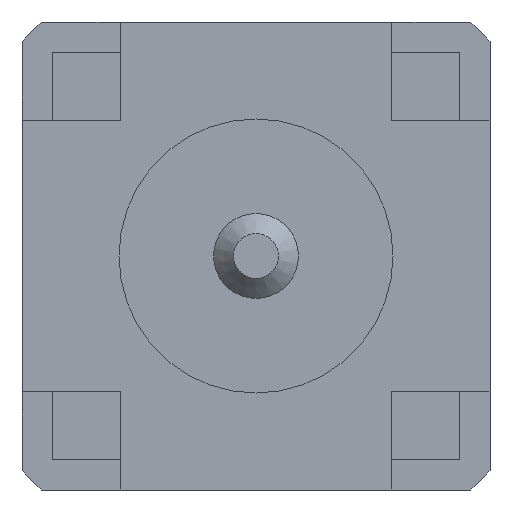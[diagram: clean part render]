
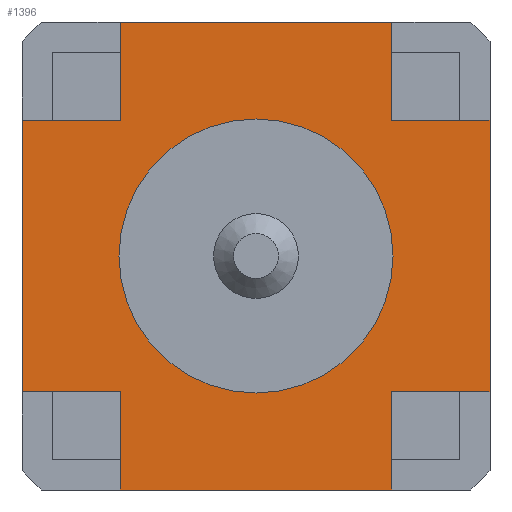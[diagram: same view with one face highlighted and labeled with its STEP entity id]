
A CAD part, front view. The second image highlights one B-rep face of the part: STEP entity #1396.
In plain terms, the highlighted planar face has unit normal (0, -1, 0).
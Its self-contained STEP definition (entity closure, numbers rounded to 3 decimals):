
#26=FACE_BOUND('',#253,.T.);
#39=PLANE('',#1520);
#107=CIRCLE('',#1521,2.05);
#167=FACE_OUTER_BOUND('',#252,.T.);
#252=EDGE_LOOP('',(#1087,#1088,#1089,#1090,#1091,#1092,#1093,#1094,#1095,
#1096,#1097,#1098));
#253=EDGE_LOOP('',(#1099));
#356=LINE('',#3229,#474);
#357=LINE('',#3231,#475);
#358=LINE('',#3233,#476);
#359=LINE('',#3235,#477);
#360=LINE('',#3237,#478);
#361=LINE('',#3239,#479);
#362=LINE('',#3241,#480);
#363=LINE('',#3243,#481);
#364=LINE('',#3245,#482);
#365=LINE('',#3247,#483);
#366=LINE('',#3249,#484);
#367=LINE('',#3250,#485);
#474=VECTOR('',#1750,1000.);
#475=VECTOR('',#1751,1000.);
#476=VECTOR('',#1752,1000.);
#477=VECTOR('',#1753,1000.);
#478=VECTOR('',#1754,1000.);
#479=VECTOR('',#1755,1000.);
#480=VECTOR('',#1756,1000.);
#481=VECTOR('',#1757,1000.);
#482=VECTOR('',#1758,1000.);
#483=VECTOR('',#1759,1000.);
#484=VECTOR('',#1760,1000.);
#485=VECTOR('',#1761,1000.);
#628=VERTEX_POINT('',#3227);
#629=VERTEX_POINT('',#3228);
#630=VERTEX_POINT('',#3230);
#631=VERTEX_POINT('',#3232);
#632=VERTEX_POINT('',#3234);
#633=VERTEX_POINT('',#3236);
#634=VERTEX_POINT('',#3238);
#635=VERTEX_POINT('',#3240);
#636=VERTEX_POINT('',#3242);
#637=VERTEX_POINT('',#3244);
#638=VERTEX_POINT('',#3246);
#639=VERTEX_POINT('',#3248);
#640=VERTEX_POINT('',#3251);
#797=EDGE_CURVE('',#628,#629,#356,.T.);
#798=EDGE_CURVE('',#629,#630,#357,.T.);
#799=EDGE_CURVE('',#631,#630,#358,.T.);
#800=EDGE_CURVE('',#631,#632,#359,.T.);
#801=EDGE_CURVE('',#632,#633,#360,.T.);
#802=EDGE_CURVE('',#634,#633,#361,.T.);
#803=EDGE_CURVE('',#634,#635,#362,.T.);
#804=EDGE_CURVE('',#635,#636,#363,.T.);
#805=EDGE_CURVE('',#637,#636,#364,.T.);
#806=EDGE_CURVE('',#637,#638,#365,.T.);
#807=EDGE_CURVE('',#638,#639,#366,.T.);
#808=EDGE_CURVE('',#628,#639,#367,.T.);
#809=EDGE_CURVE('',#640,#640,#107,.F.);
#1087=ORIENTED_EDGE('',*,*,#797,.T.);
#1088=ORIENTED_EDGE('',*,*,#798,.T.);
#1089=ORIENTED_EDGE('',*,*,#799,.F.);
#1090=ORIENTED_EDGE('',*,*,#800,.T.);
#1091=ORIENTED_EDGE('',*,*,#801,.T.);
#1092=ORIENTED_EDGE('',*,*,#802,.F.);
#1093=ORIENTED_EDGE('',*,*,#803,.T.);
#1094=ORIENTED_EDGE('',*,*,#804,.T.);
#1095=ORIENTED_EDGE('',*,*,#805,.F.);
#1096=ORIENTED_EDGE('',*,*,#806,.T.);
#1097=ORIENTED_EDGE('',*,*,#807,.T.);
#1098=ORIENTED_EDGE('',*,*,#808,.F.);
#1099=ORIENTED_EDGE('',*,*,#809,.F.);
#1396=ADVANCED_FACE('',(#167,#26),#39,.F.);
#1520=AXIS2_PLACEMENT_3D('',#3226,#1748,#1749);
#1521=AXIS2_PLACEMENT_3D('',#3252,#1762,#1763);
#1748=DIRECTION('center_axis',(0.,1.,0.));
#1749=DIRECTION('ref_axis',(0.,0.,1.));
#1750=DIRECTION('',(0.,0.,-1.));
#1751=DIRECTION('',(-1.,0.,0.));
#1752=DIRECTION('',(0.,0.,1.));
#1753=DIRECTION('',(1.,0.,0.));
#1754=DIRECTION('',(0.,0.,-1.));
#1755=DIRECTION('',(-1.,0.,0.));
#1756=DIRECTION('',(0.,0.,1.));
#1757=DIRECTION('',(1.,0.,0.));
#1758=DIRECTION('',(0.,0.,-1.));
#1759=DIRECTION('',(-1.,0.,0.));
#1760=DIRECTION('',(0.,0.,1.));
#1761=DIRECTION('',(1.,0.,0.));
#1762=DIRECTION('center_axis',(0.,1.,0.));
#1763=DIRECTION('ref_axis',(0.,0.,1.));
#3226=CARTESIAN_POINT('Origin',(0.,0.5,0.));
#3227=CARTESIAN_POINT('',(-2.03,0.5,3.5));
#3228=CARTESIAN_POINT('',(-2.03,0.5,2.03));
#3229=CARTESIAN_POINT('',(-2.03,0.5,3.5));
#3230=CARTESIAN_POINT('',(-3.5,0.5,2.03));
#3231=CARTESIAN_POINT('',(-2.03,0.5,2.03));
#3232=CARTESIAN_POINT('',(-3.5,0.5,-2.03));
#3233=CARTESIAN_POINT('',(-3.5,0.5,-3.211));
#3234=CARTESIAN_POINT('',(-2.03,0.5,-2.03));
#3235=CARTESIAN_POINT('',(-3.5,0.5,-2.03));
#3236=CARTESIAN_POINT('',(-2.03,0.5,-3.5));
#3237=CARTESIAN_POINT('',(-2.03,0.5,-2.03));
#3238=CARTESIAN_POINT('',(2.03,0.5,-3.5));
#3239=CARTESIAN_POINT('',(3.211,0.5,-3.5));
#3240=CARTESIAN_POINT('',(2.03,0.5,-2.03));
#3241=CARTESIAN_POINT('',(2.03,0.5,-3.5));
#3242=CARTESIAN_POINT('',(3.5,0.5,-2.03));
#3243=CARTESIAN_POINT('',(2.03,0.5,-2.03));
#3244=CARTESIAN_POINT('',(3.5,0.5,2.03));
#3245=CARTESIAN_POINT('',(3.5,0.5,3.211));
#3246=CARTESIAN_POINT('',(2.03,0.5,2.03));
#3247=CARTESIAN_POINT('',(3.5,0.5,2.03));
#3248=CARTESIAN_POINT('',(2.03,0.5,3.5));
#3249=CARTESIAN_POINT('',(2.03,0.5,2.03));
#3250=CARTESIAN_POINT('',(-3.211,0.5,3.5));
#3251=CARTESIAN_POINT('',(0.,0.5,2.05));
#3252=CARTESIAN_POINT('Origin',(0.,0.5,0.));
